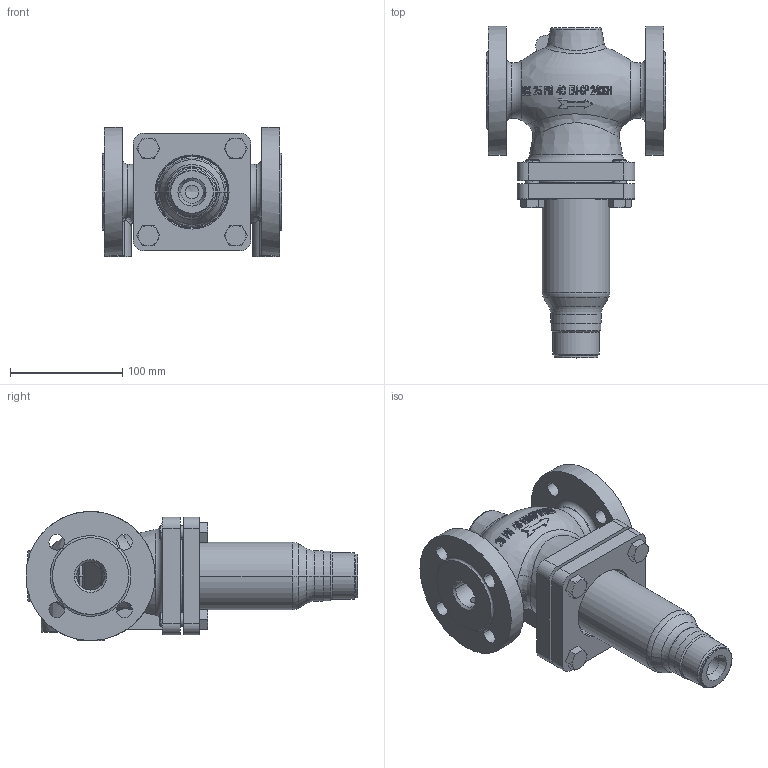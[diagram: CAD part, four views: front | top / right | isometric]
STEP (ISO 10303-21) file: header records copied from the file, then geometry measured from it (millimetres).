
FILE_DESCRIPTION((''),'2;1');
FILE_NAME('065B2413_ASM','2015-03-13T',('u317927'),('Danfoss'),'PRO/ENGINEER BY PARAMETRIC TECHNOLOGY CORPORATION, 2014000','PRO/ENGINEER BY PARAMETRIC TECHNOLOGY CORPORATION, 2014000','');
FILE_SCHEMA(('CONFIG_CONTROL_DESIGN'));
Length unit declared in the file: millimetre
Products named in the file (7): 8861403; 8861043; 8861022; 5184022; ZVAR_1; 8861045; 065B2413_ASM
Assembly tree (9 placements, depth 2):
  065B2413_ASM
    8861403
    8861043
    8861022
    5184022  x4
    ZVAR_1
    8861045
Bounding box: 160 x 295.6 x 115 mm (x, y, z)
Volume: 1118569.1 mm3; surface area: 262712.4 mm2
Topology: 9 solids, 21 shells, 961 faces, 2484 edges, 1597 vertices
Faces by surface type: plane 569, cylinder 173, bspline 90, cone 83, torus 46
Entity records: 32004 total; most frequent: CARTESIAN_POINT 11600, ORIENTED_EDGE 4584, DIRECTION 3620, EDGE_CURVE 2310, VERTEX_POINT 1489, AXIS2_PLACEMENT_3D 1331, EDGE_LOOP 975, VECTOR 958
